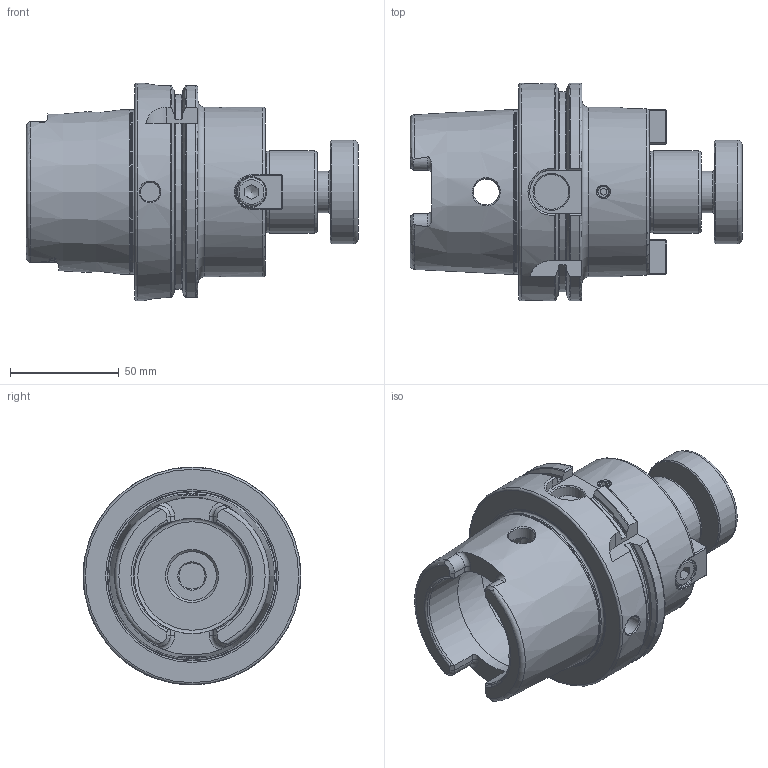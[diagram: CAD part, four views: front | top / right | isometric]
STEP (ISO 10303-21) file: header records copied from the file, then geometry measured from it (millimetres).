
FILE_DESCRIPTION(/* description */ (''),/* implementation_level */ '2;1');
FILE_NAME(/* name */ 'HSK100A-FMA38.1-60(AD).stp',/* time_stamp */ '2023-12-01T10:57:26+08:00',/* author */ ('Administrator'),/* organization */ (''),/* preprocessor_version */ 'ST-DEVELOPER v18.1',/* originating_system */ 'Autodesk Inventor 2022',/* authorisation */ '');
FILE_SCHEMA (('AUTOMOTIVE_DESIGN { 1 0 10303 214 3 1 1 }'));
Length unit declared in the file: millimetre
Products named in the file (6): HSK100A-FMA38.1-60(AD); HSK100A-FMA38.1-60(AD)_1; FMA38.1   15.875   半圆键   221010; 螺钉 GB/T 70.1 M8 x 16; 螺钉 GB/T 77 M6 x 6; 内六角大圆柱头紧固螺钉   D47.625-3_4-16
UNF-L31.75
Assembly tree (8 placements, depth 2):
  HSK100A-FMA38.1-60(AD)
    HSK100A-FMA38.1-60(AD)_1
    FMA38.1   15.875   半圆键   221010  x2
    螺钉 GB/T 70.1 M8 x 16  x2
    螺钉 GB/T 77 M6 x 6  x2
    内六角大圆柱头紧固螺钉   D47.625-3_4-16
UNF-L31.75
Bounding box: 152.53 x 100 x 100 mm (x, y, z)
Volume: 443832.2 mm3; surface area: 80174.5 mm2
Topology: 8 solids, 8 shells, 316 faces, 792 edges, 506 vertices
Faces by surface type: plane 143, cylinder 61, cone 53, torus 42, bspline 17
Full cylindrical faces by diameter (mm): 5 x4, 6 x2, 6.8 x2, 8 x2, 8.5 x2, 9 x1, 10 x1, 12 x3, 13 x2, 13.5 x2, 15.5 x1, 16 x1, 17.4 x1, 19.05 x1, 20 x1, 22.376 x1, 25 x1, 37.5 x1, 38.1 x1, 47.625 x1, 53 x2, 63 x1, 75.365 x1, 78 x1, 100 x1
Entity records: 10056 total; most frequent: CARTESIAN_POINT 3562, ORIENTED_EDGE 1346, DIRECTION 1272, EDGE_CURVE 673, AXIS2_PLACEMENT_3D 497, VERTEX_POINT 434, EDGE_LOOP 299, LINE 278
